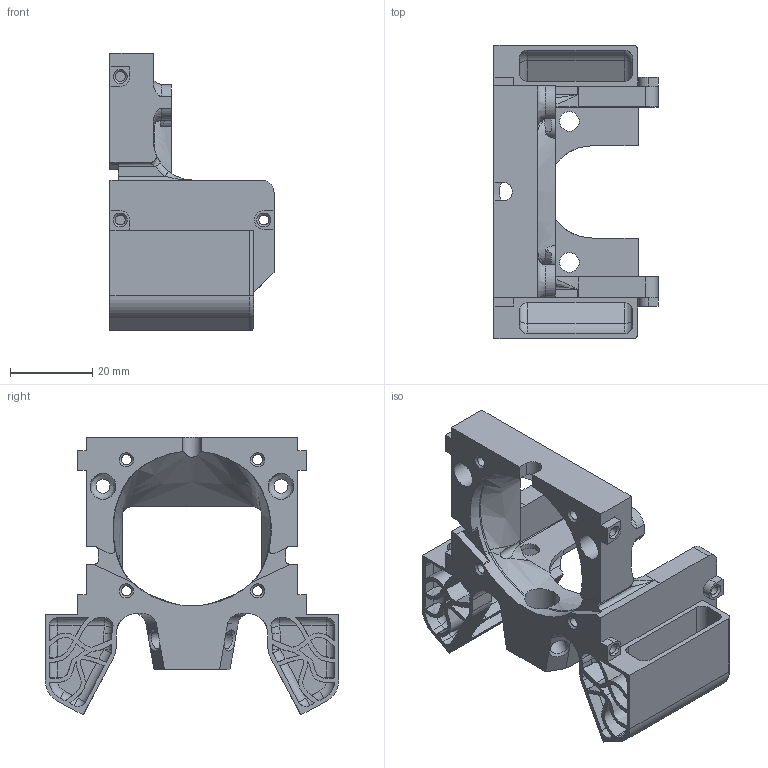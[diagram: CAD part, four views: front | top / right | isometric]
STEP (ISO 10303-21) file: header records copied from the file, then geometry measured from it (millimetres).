
FILE_DESCRIPTION(/* description */ (''),/* implementation_level */ '2;1');
FILE_NAME(/* name */ '02_39__XP__PHead_E0_Fan_Duct___V1.0.step',/* time_stamp */ '2025-04-03T11:28:02+02:00',/* author */ (''),/* organization */ (''),/* preprocessor_version */ 'ST-DEVELOPER v20.1',/* originating_system */ 'Autodesk Translation Framework v14.4.0.0',/* authorisation */ '');
FILE_SCHEMA (('AUTOMOTIVE_DESIGN { 1 0 10303 214 3 1 1 }'));
Length unit declared in the file: millimetre
Products named in the file (1): 02_39__XP__PHead_E0_Fan_Duct___V1.0
Bounding box: 40 x 71.61 x 67.73 mm (x, y, z)
Volume: 24825.6 mm3; surface area: 22263.3 mm2
Topology: 1 solids, 1 shells, 461 faces, 1303 edges, 855 vertices
Faces by surface type: plane 187, cylinder 139, bspline 94, torus 18, cone 13, sphere 10
Full cylindrical faces by diameter (mm): 2.4 x6, 2.45 x4, 3.4 x2, 4.3 x2, 4.8 x2, 6.3 x2, 8.5 x1
Entity records: 24829 total; most frequent: CARTESIAN_POINT 13486, ORIENTED_EDGE 2606, DIRECTION 2018, EDGE_CURVE 1303, VERTEX_POINT 855, AXIS2_PLACEMENT_3D 724, LINE 570, VECTOR 570
